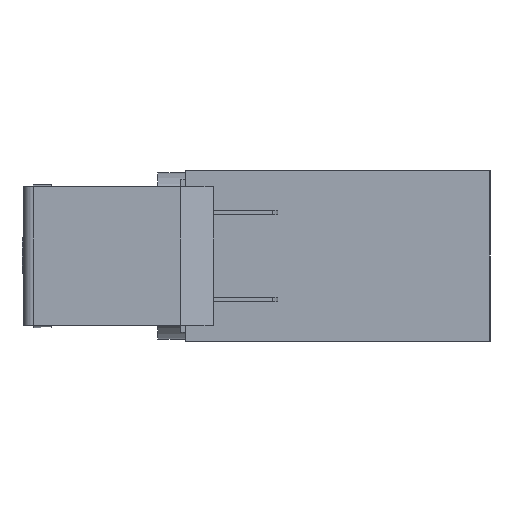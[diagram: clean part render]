
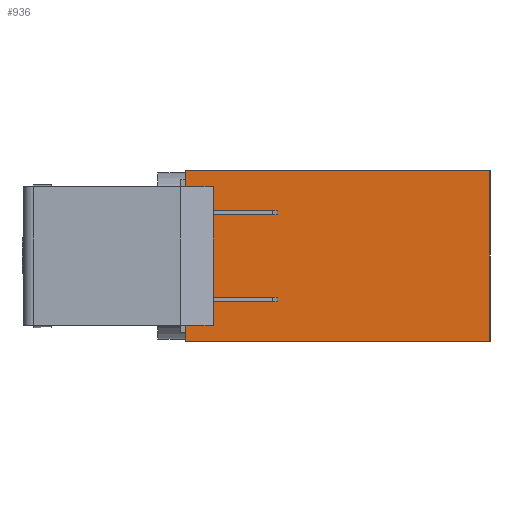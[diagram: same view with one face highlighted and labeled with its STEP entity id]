
A CAD part, left-side view. The second image highlights one B-rep face of the part: STEP entity #936.
In plain terms, the highlighted planar face has unit normal (-1, 0, 0).
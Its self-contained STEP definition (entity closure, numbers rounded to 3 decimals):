
#840=CARTESIAN_POINT('',(-46.5,-17.0,9.25));
#841=VERTEX_POINT('',#840);
#842=CARTESIAN_POINT('',(-46.5,-17.,-9.25));
#843=VERTEX_POINT('',#842);
#844=CARTESIAN_POINT('',(-46.5,-17.0,9.25));
#845=DIRECTION('',(0.0,0.0,-1.0));
#846=VECTOR('',#845,18.5);
#847=LINE('',#844,#846);
#848=EDGE_CURVE('',#841,#843,#847,.T.);
#906=CARTESIAN_POINT('',(-46.5,-0.5,0.));
#907=DIRECTION('',(1.0,0.0,0.0));
#908=DIRECTION('',(0.0,0.0,-1.0));
#909=AXIS2_PLACEMENT_3D('',#906,#907,#908);
#910=PLANE('',#909);
#911=ORIENTED_EDGE('',*,*,#848,.F.);
#912=CARTESIAN_POINT('',(-46.5,16.0,9.25));
#913=VERTEX_POINT('',#912);
#914=CARTESIAN_POINT('',(-46.5,16.0,9.25));
#915=DIRECTION('',(0.0,-1.0,0.0));
#916=VECTOR('',#915,33.0);
#917=LINE('',#914,#916);
#918=EDGE_CURVE('',#913,#841,#917,.T.);
#919=ORIENTED_EDGE('',*,*,#918,.F.);
#920=CARTESIAN_POINT('',(-46.5,16.0,-9.25));
#921=VERTEX_POINT('',#920);
#922=CARTESIAN_POINT('',(-46.5,16.0,-9.25));
#923=DIRECTION('',(0.0,0.0,1.0));
#924=VECTOR('',#923,18.5);
#925=LINE('',#922,#924);
#926=EDGE_CURVE('',#921,#913,#925,.T.);
#927=ORIENTED_EDGE('',*,*,#926,.F.);
#928=CARTESIAN_POINT('',(-46.5,-17.,-9.25));
#929=DIRECTION('',(0.0,1.0,0.0));
#930=VECTOR('',#929,33.0);
#931=LINE('',#928,#930);
#932=EDGE_CURVE('',#843,#921,#931,.T.);
#933=ORIENTED_EDGE('',*,*,#932,.F.);
#934=EDGE_LOOP('',(#911,#919,#927,#933));
#935=FACE_OUTER_BOUND('',#934,.T.);
#936=ADVANCED_FACE('',(#935),#910,.F.);
